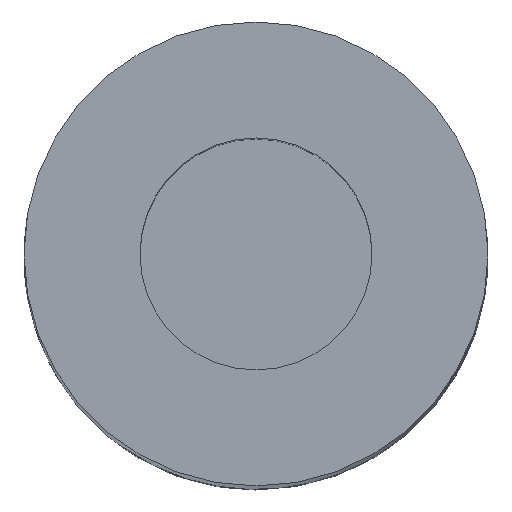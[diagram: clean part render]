
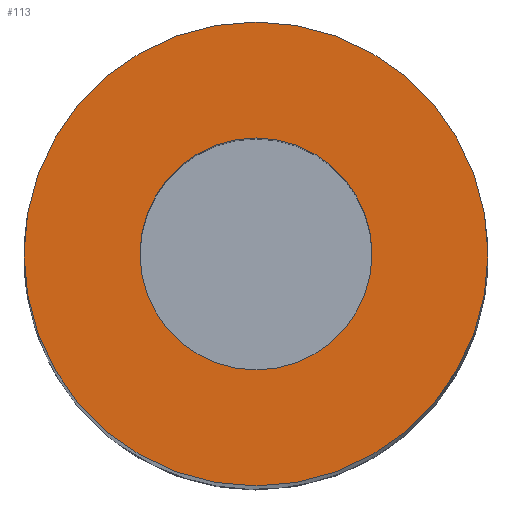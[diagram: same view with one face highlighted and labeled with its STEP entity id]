
A CAD part, top view. The second image highlights one B-rep face of the part: STEP entity #113.
In plain terms, the highlighted planar face has unit normal (0, 0, 1).
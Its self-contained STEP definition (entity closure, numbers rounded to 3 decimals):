
#1 = CIRCLE ( 'NONE', #547, 4. ) ;
#29 = EDGE_CURVE ( 'NONE', #330, #322, #467, .T. ) ;
#35 = CARTESIAN_POINT ( 'NONE',  ( 8., 0., 80. ) ) ;
#103 = EDGE_CURVE ( 'NONE', #322, #330, #156, .T. ) ;
#108 = ORIENTED_EDGE ( 'NONE', *, *, #103, .T. ) ;
#113 = ADVANCED_FACE ( 'NONE', ( #317, #508 ), #255, .T. ) ;
#126 = DIRECTION ( 'NONE',  ( 0., 0., 1. ) ) ;
#132 = CARTESIAN_POINT ( 'NONE',  ( -8., 0., 80. ) ) ;
#156 = CIRCLE ( 'NONE', #546, 8. ) ;
#189 = CARTESIAN_POINT ( 'NONE',  ( 0., 0., 80. ) ) ;
#206 = CARTESIAN_POINT ( 'NONE',  ( 0., 0., 80. ) ) ;
#213 = AXIS2_PLACEMENT_3D ( 'NONE', #406, #126, #503 ) ;
#255 = PLANE ( 'NONE',  #689 ) ;
#256 = CARTESIAN_POINT ( 'NONE',  ( 4., 0., 80. ) ) ;
#264 = DIRECTION ( 'NONE',  ( 1., 0., 0. ) ) ;
#298 = DIRECTION ( 'NONE',  ( 0., 0., 1. ) ) ;
#317 = FACE_BOUND ( 'NONE', #626, .T. ) ;
#322 = VERTEX_POINT ( 'NONE', #35 ) ;
#327 = VERTEX_POINT ( 'NONE', #256 ) ;
#330 = VERTEX_POINT ( 'NONE', #132 ) ;
#355 = ORIENTED_EDGE ( 'NONE', *, *, #612, .F. ) ;
#359 = DIRECTION ( 'NONE',  ( 1., 0., 0. ) ) ;
#362 = EDGE_CURVE ( 'NONE', #578, #327, #1, .T. ) ;
#405 = DIRECTION ( 'NONE',  ( 1., 0., 0. ) ) ;
#406 = CARTESIAN_POINT ( 'NONE',  ( 0., 0., 80. ) ) ;
#410 = DIRECTION ( 'NONE',  ( 0., 0., 1. ) ) ;
#446 = CIRCLE ( 'NONE', #501, 4. ) ;
#459 = CARTESIAN_POINT ( 'NONE',  ( 0., 0., 80. ) ) ;
#467 = CIRCLE ( 'NONE', #213, 8. ) ;
#501 = AXIS2_PLACEMENT_3D ( 'NONE', #552, #298, #405 ) ;
#503 = DIRECTION ( 'NONE',  ( 1., 0., 0. ) ) ;
#508 = FACE_OUTER_BOUND ( 'NONE', #580, .T. ) ;
#546 = AXIS2_PLACEMENT_3D ( 'NONE', #459, #667, #264 ) ;
#547 = AXIS2_PLACEMENT_3D ( 'NONE', #206, #617, #359 ) ;
#552 = CARTESIAN_POINT ( 'NONE',  ( 0., 0., 80. ) ) ;
#578 = VERTEX_POINT ( 'NONE', #692 ) ;
#580 = EDGE_LOOP ( 'NONE', ( #642, #108 ) ) ;
#612 = EDGE_CURVE ( 'NONE', #327, #578, #446, .T. ) ;
#617 = DIRECTION ( 'NONE',  ( 0., 0., 1. ) ) ;
#626 = EDGE_LOOP ( 'NONE', ( #355, #688 ) ) ;
#642 = ORIENTED_EDGE ( 'NONE', *, *, #29, .T. ) ;
#667 = DIRECTION ( 'NONE',  ( 0., 0., 1. ) ) ;
#676 = DIRECTION ( 'NONE',  ( 1., 0., 0. ) ) ;
#688 = ORIENTED_EDGE ( 'NONE', *, *, #362, .F. ) ;
#689 = AXIS2_PLACEMENT_3D ( 'NONE', #189, #410, #676 ) ;
#692 = CARTESIAN_POINT ( 'NONE',  ( -4., 0., 80. ) ) ;
